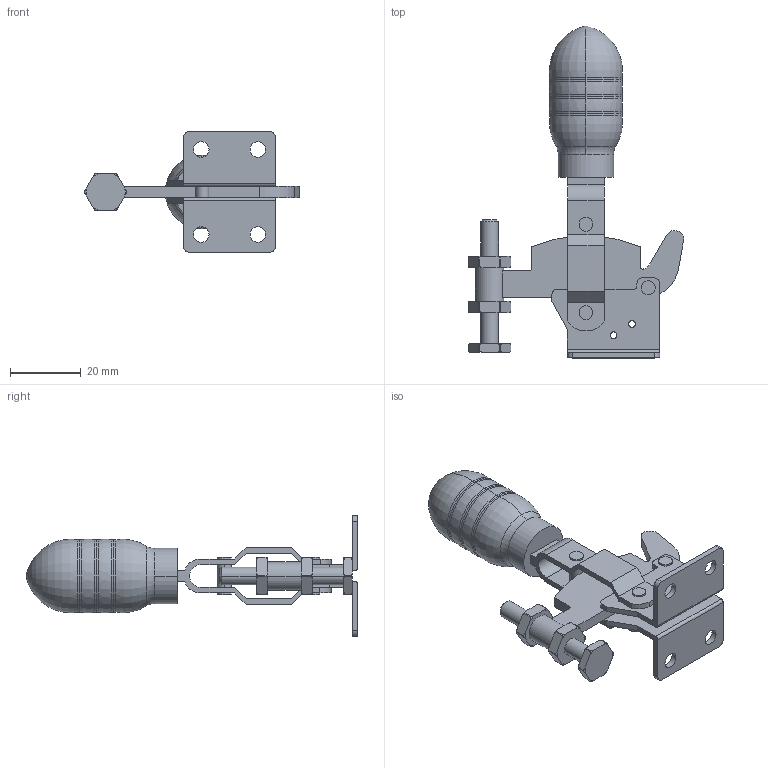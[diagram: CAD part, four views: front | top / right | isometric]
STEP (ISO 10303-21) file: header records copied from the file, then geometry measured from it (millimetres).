
FILE_DESCRIPTION( ( '' ), '1' );
FILE_NAME( 'K0065.0075_(GESCHLOSSEN)'.stp', '2012-10-29T15:59:20', ( '' ), ( '' ), ' ', ' ', ' ' );
FILE_SCHEMA( ( 'CONFIG_CONTROL_DESIGN' ) );
Length unit declared in the file: millimetre
Products named in the file (1): 1
Bounding box: 60.77 x 93.74 x 34 mm (x, y, z)
Volume: 19629.8 mm3; surface area: 12031.2 mm2
Topology: 1 solids, 2 shells, 253 faces, 693 edges, 456 vertices
Faces by surface type: cylinder 101, plane 92, torus 58, cone 2
Entity records: 9136 total; most frequent: CARTESIAN_POINT 2481, DIRECTION 1424, ORIENTED_EDGE 1382, EDGE_CURVE 691, AXIS2_PLACEMENT_3D 551, VERTEX_POINT 456, LINE 322, VECTOR 322
